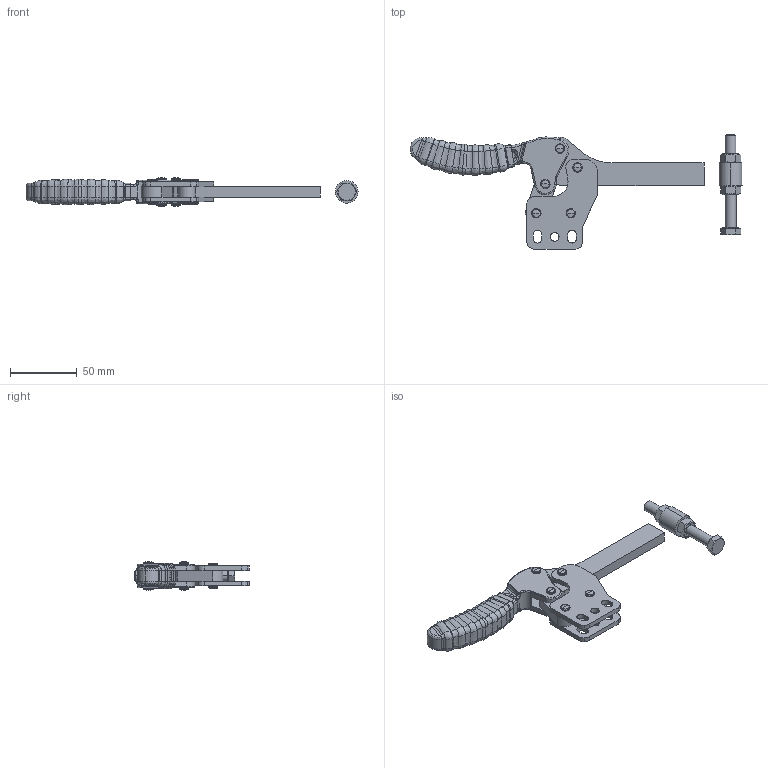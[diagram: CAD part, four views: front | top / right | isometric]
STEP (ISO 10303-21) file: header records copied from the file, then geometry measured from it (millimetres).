
FILE_DESCRIPTION((''),'2;1');
FILE_NAME('MH6.stp','2009-11-06T11:00:37',('David'),(''),'Autodesk Inventor 8','Autodesk Inventor 8','');
FILE_SCHEMA(('AUTOMOTIVE_DESIGN { 1 0 10303 214 1 1 1 1 }'));
Length unit declared in the file: millimetre
Products named in the file (7): MH6; MH6 SIDEPLATE ASSEMBLY; MH6 BAR ASSEMBLY; MH6 LINK ASSEMBLY; MH6 HANDLE ASSEMBLY; MH6 BOSS ASSEMBLY; ISO 4017  (Regular Thread) M8 x 70
Assembly tree (6 placements, depth 2):
  MH6
    MH6 SIDEPLATE ASSEMBLY
    MH6 BAR ASSEMBLY
    MH6 LINK ASSEMBLY
    MH6 HANDLE ASSEMBLY
    MH6 BOSS ASSEMBLY
    ISO 4017  (Regular Thread) M8 x 70
Bounding box: 249.25 x 86.15 x 21.5 mm (x, y, z)
Volume: 84587.7 mm3; surface area: 43149.1 mm2
Topology: 6 solids, 7 shells, 670 faces, 1657 edges, 1006 vertices
Faces by surface type: bspline 253, cylinder 161, plane 138, torus 78, cone 30, sphere 10
Entity records: 26909 total; most frequent: CARTESIAN_POINT 11771, ORIENTED_EDGE 3274, DIRECTION 2961, EDGE_CURVE 1637, AXIS2_PLACEMENT_3D 1186, VERTEX_POINT 1006, CIRCLE 752, EDGE_LOOP 729
